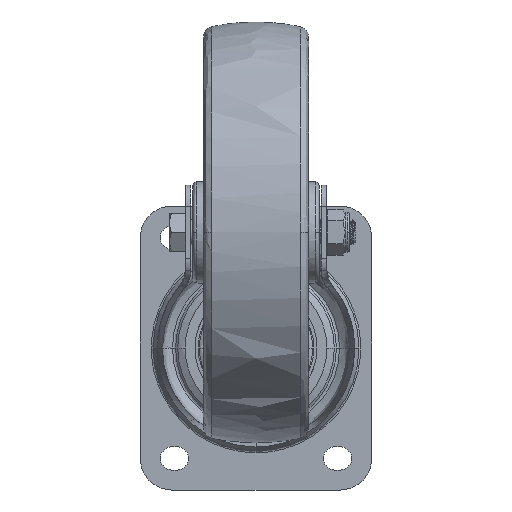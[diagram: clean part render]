
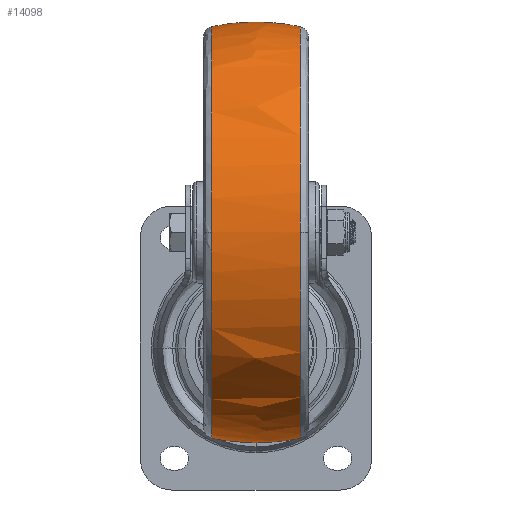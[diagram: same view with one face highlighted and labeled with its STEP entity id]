
A CAD part, front view. The second image highlights one B-rep face of the part: STEP entity #14098.
In plain terms, the highlighted free-form (B-spline) face has degree [3, 3] with [4, 4] control points.
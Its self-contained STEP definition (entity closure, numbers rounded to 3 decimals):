
#30 =( BOUNDED_SURFACE ( )  B_SPLINE_SURFACE ( 3, 3, ( 
 ( #8177, #11819, #663, #22975 ),
 ( #4298, #45273, #426, #23215 ),
 ( #37752, #184, #41149, #37504 ),
 ( #23463, #26121, #34353, #8661 ) ),
 .UNSPECIFIED., .F., .F., .F. ) 
 B_SPLINE_SURFACE_WITH_KNOTS ( ( 4, 4 ),
 ( 4, 4 ),
 ( 0., 1. ),
 ( 0., 1. ),
 .UNSPECIFIED. ) 
 GEOMETRIC_REPRESENTATION_ITEM ( )  RATIONAL_B_SPLINE_SURFACE ( (
 ( 1., 0.333, 0.333, 1.),
 ( 0.333, 0.111, 0.111, 0.333),
 ( 0.333, 0.111, 0.111, 0.333),
 ( 1., 0.333, 0.333, 1.) ) ) 
 REPRESENTATION_ITEM ( '' )  SURFACE ( )  );
#184 = CARTESIAN_POINT ( 'NONE',  ( -200., -516., -45. ) ) ;
#426 = CARTESIAN_POINT ( 'NONE',  ( 200., -516., 155. ) ) ;
#663 = CARTESIAN_POINT ( 'NONE',  ( 0., -116., 155. ) ) ;
#857 = VERTEX_POINT ( 'NONE', #6748 ) ;
#3221 = CIRCLE ( 'NONE', #12501, 100. ) ;
#3584 = CARTESIAN_POINT ( 'NONE',  ( -21.053, -116., -42.759 ) ) ;
#3884 = CARTESIAN_POINT ( 'NONE',  ( 0., -116., 55. ) ) ;
#4147 = CARTESIAN_POINT ( 'NONE',  ( -21.053, -173.266, 152.759 ) ) ;
#4298 = CARTESIAN_POINT ( 'NONE',  ( -200., -116., 155. ) ) ;
#5021 = VERTEX_POINT ( 'NONE', #24849 ) ;
#6411 = CARTESIAN_POINT ( 'NONE',  ( 0., -116., 55. ) ) ;
#6606 = CARTESIAN_POINT ( 'NONE',  ( 21.053, -116., -42.759 ) ) ;
#6748 = CARTESIAN_POINT ( 'NONE',  ( 21.053, -213.759, 55. ) ) ;
#7230 = CARTESIAN_POINT ( 'NONE',  ( -21.053, -213.759, 55. ) ) ;
#7422 = ORIENTED_EDGE ( 'NONE', *, *, #35033, .T. ) ;
#8177 = CARTESIAN_POINT ( 'NONE',  ( 0., -116., 155. ) ) ;
#8661 = CARTESIAN_POINT ( 'NONE',  ( 0., -116., -45. ) ) ;
#8755 = CARTESIAN_POINT ( 'NONE',  ( -21.053, -213.759, 112.266 ) ) ;
#10168 = CARTESIAN_POINT ( 'NONE',  ( 21.053, -173.266, 152.759 ) ) ;
#10862 = EDGE_CURVE ( 'NONE', #11642, #23456, #20282, .T. ) ;
#10954 = AXIS2_PLACEMENT_3D ( 'NONE', #3884, #22803, #44626 ) ;
#11642 = VERTEX_POINT ( 'NONE', #37361 ) ;
#11819 = CARTESIAN_POINT ( 'NONE',  ( 0., -116., 155. ) ) ;
#12501 = AXIS2_PLACEMENT_3D ( 'NONE', #6411, #21189, #47109 ) ;
#12854 = EDGE_CURVE ( 'NONE', #23456, #857, #27935, .T. ) ;
#12916 = CARTESIAN_POINT ( 'NONE',  ( 0., -116., 55. ) ) ;
#13887 = EDGE_CURVE ( 'NONE', #19039, #47450, #32882, .T. ) ;
#14098 = ADVANCED_FACE ( 'NONE', ( #33395 ), #30, .T. ) ;
#14693 =( BOUNDED_CURVE ( )  B_SPLINE_CURVE ( 3, ( #42205, #27894, #24507, #42681 ),
 .UNSPECIFIED., .F., .F. ) 
 B_SPLINE_CURVE_WITH_KNOTS ( ( 4, 4 ),
 ( 0., 1. ),
 .UNSPECIFIED. ) 
 CURVE ( )  GEOMETRIC_REPRESENTATION_ITEM ( )  RATIONAL_B_SPLINE_CURVE ( ( 1., 0.805, 0.805, 1. ) ) 
 REPRESENTATION_ITEM ( '' )  );
#15336 = CARTESIAN_POINT ( 'NONE',  ( 21.053, -116., 152.759 ) ) ;
#17015 = VERTEX_POINT ( 'NONE', #6606 ) ;
#17070 = CIRCLE ( 'NONE', #20189, 100. ) ;
#17842 = ORIENTED_EDGE ( 'NONE', *, *, #45858, .T. ) ;
#19039 = VERTEX_POINT ( 'NONE', #20671 ) ;
#19608 = CARTESIAN_POINT ( 'NONE',  ( 0., -116., 55. ) ) ;
#19909 = CARTESIAN_POINT ( 'NONE',  ( -21.053, -213.759, 55. ) ) ;
#20189 = AXIS2_PLACEMENT_3D ( 'NONE', #12916, #28177, #34732 ) ;
#20282 = CIRCLE ( 'NONE', #10954, 100. ) ;
#20671 = CARTESIAN_POINT ( 'NONE',  ( -21.053, -116., -42.759 ) ) ;
#21189 = DIRECTION ( 'NONE',  ( 0., -1., 0. ) ) ;
#22803 = DIRECTION ( 'NONE',  ( 0., 1., 0. ) ) ;
#22975 = CARTESIAN_POINT ( 'NONE',  ( 0., -116., 155. ) ) ;
#23215 = CARTESIAN_POINT ( 'NONE',  ( 200., -116., 155. ) ) ;
#23456 = VERTEX_POINT ( 'NONE', #15336 ) ;
#23463 = CARTESIAN_POINT ( 'NONE',  ( 0., -116., -45. ) ) ;
#24507 = CARTESIAN_POINT ( 'NONE',  ( 21.053, -173.266, -42.759 ) ) ;
#24638 =( BOUNDED_CURVE ( )  B_SPLINE_CURVE ( 3, ( #19909, #8755, #4147, #41722 ),
 .UNSPECIFIED., .F., .F. ) 
 B_SPLINE_CURVE_WITH_KNOTS ( ( 4, 4 ),
 ( 0., 1. ),
 .UNSPECIFIED. ) 
 CURVE ( )  GEOMETRIC_REPRESENTATION_ITEM ( )  RATIONAL_B_SPLINE_CURVE ( ( 1., 0.805, 0.805, 1. ) ) 
 REPRESENTATION_ITEM ( '' )  );
#24849 = CARTESIAN_POINT ( 'NONE',  ( 0., -116., -45. ) ) ;
#24889 = VERTEX_POINT ( 'NONE', #46632 ) ;
#25887 = ORIENTED_EDGE ( 'NONE', *, *, #10862, .F. ) ;
#26119 = ORIENTED_EDGE ( 'NONE', *, *, #42413, .F. ) ;
#26121 = CARTESIAN_POINT ( 'NONE',  ( 0., -116., -45. ) ) ;
#26433 = CIRCLE ( 'NONE', #28003, 100. ) ;
#27894 = CARTESIAN_POINT ( 'NONE',  ( 21.053, -213.759, -2.266 ) ) ;
#27935 =( BOUNDED_CURVE ( )  B_SPLINE_CURVE ( 3, ( #43381, #10168, #28597, #32243 ),
 .UNSPECIFIED., .F., .T. ) 
 B_SPLINE_CURVE_WITH_KNOTS ( ( 4, 4 ),
 ( 0., 1. ),
 .UNSPECIFIED. ) 
 CURVE ( )  GEOMETRIC_REPRESENTATION_ITEM ( )  RATIONAL_B_SPLINE_CURVE ( ( 1., 0.805, 0.805, 1. ) ) 
 REPRESENTATION_ITEM ( '' )  );
#28003 = AXIS2_PLACEMENT_3D ( 'NONE', #19608, #34638, #28082 ) ;
#28082 = DIRECTION ( 'NONE',  ( 0., 0., 1. ) ) ;
#28177 = DIRECTION ( 'NONE',  ( 0., -1., 0. ) ) ;
#28597 = CARTESIAN_POINT ( 'NONE',  ( 21.053, -213.759, 112.266 ) ) ;
#29520 = CARTESIAN_POINT ( 'NONE',  ( -21.053, -173.266, -42.759 ) ) ;
#31640 = CARTESIAN_POINT ( 'NONE',  ( -21.053, -213.759, 55. ) ) ;
#32243 = CARTESIAN_POINT ( 'NONE',  ( 21.053, -213.759, 55. ) ) ;
#32445 = CARTESIAN_POINT ( 'NONE',  ( -21.053, -213.759, -2.266 ) ) ;
#32882 =( BOUNDED_CURVE ( )  B_SPLINE_CURVE ( 3, ( #3584, #29520, #32445, #7230 ),
 .UNSPECIFIED., .F., .F. ) 
 B_SPLINE_CURVE_WITH_KNOTS ( ( 4, 4 ),
 ( 0., 1. ),
 .UNSPECIFIED. ) 
 CURVE ( )  GEOMETRIC_REPRESENTATION_ITEM ( )  RATIONAL_B_SPLINE_CURVE ( ( 1., 0.805, 0.805, 1. ) ) 
 REPRESENTATION_ITEM ( '' )  );
#33395 = FACE_OUTER_BOUND ( 'NONE', #42360, .T. ) ;
#34353 = CARTESIAN_POINT ( 'NONE',  ( 0., -116., -45. ) ) ;
#34366 = EDGE_CURVE ( 'NONE', #47450, #24889, #24638, .T. ) ;
#34638 = DIRECTION ( 'NONE',  ( 0., 1., 0. ) ) ;
#34732 = DIRECTION ( 'NONE',  ( 0., 0., 1. ) ) ;
#35033 = EDGE_CURVE ( 'NONE', #19039, #5021, #3221, .T. ) ;
#37361 = CARTESIAN_POINT ( 'NONE',  ( 0., -116., 155. ) ) ;
#37504 = CARTESIAN_POINT ( 'NONE',  ( 200., -116., -45. ) ) ;
#37752 = CARTESIAN_POINT ( 'NONE',  ( -200., -116., -45. ) ) ;
#38482 = ORIENTED_EDGE ( 'NONE', *, *, #13887, .F. ) ;
#39898 = ORIENTED_EDGE ( 'NONE', *, *, #12854, .F. ) ;
#41149 = CARTESIAN_POINT ( 'NONE',  ( 200., -516., -45. ) ) ;
#41722 = CARTESIAN_POINT ( 'NONE',  ( -21.053, -116., 152.759 ) ) ;
#42205 = CARTESIAN_POINT ( 'NONE',  ( 21.053, -213.759, 55. ) ) ;
#42360 = EDGE_LOOP ( 'NONE', ( #25887, #17842, #47689, #38482, #7422, #42480, #26119, #39898 ) ) ;
#42413 = EDGE_CURVE ( 'NONE', #857, #17015, #14693, .T. ) ;
#42480 = ORIENTED_EDGE ( 'NONE', *, *, #43021, .F. ) ;
#42681 = CARTESIAN_POINT ( 'NONE',  ( 21.053, -116., -42.759 ) ) ;
#43021 = EDGE_CURVE ( 'NONE', #17015, #5021, #26433, .T. ) ;
#43381 = CARTESIAN_POINT ( 'NONE',  ( 21.053, -116., 152.759 ) ) ;
#44626 = DIRECTION ( 'NONE',  ( 0., 0., 1. ) ) ;
#45273 = CARTESIAN_POINT ( 'NONE',  ( -200., -516., 155. ) ) ;
#45858 = EDGE_CURVE ( 'NONE', #11642, #24889, #17070, .T. ) ;
#46632 = CARTESIAN_POINT ( 'NONE',  ( -21.053, -116., 152.759 ) ) ;
#47109 = DIRECTION ( 'NONE',  ( 0., 0., 1. ) ) ;
#47450 = VERTEX_POINT ( 'NONE', #31640 ) ;
#47689 = ORIENTED_EDGE ( 'NONE', *, *, #34366, .F. ) ;
